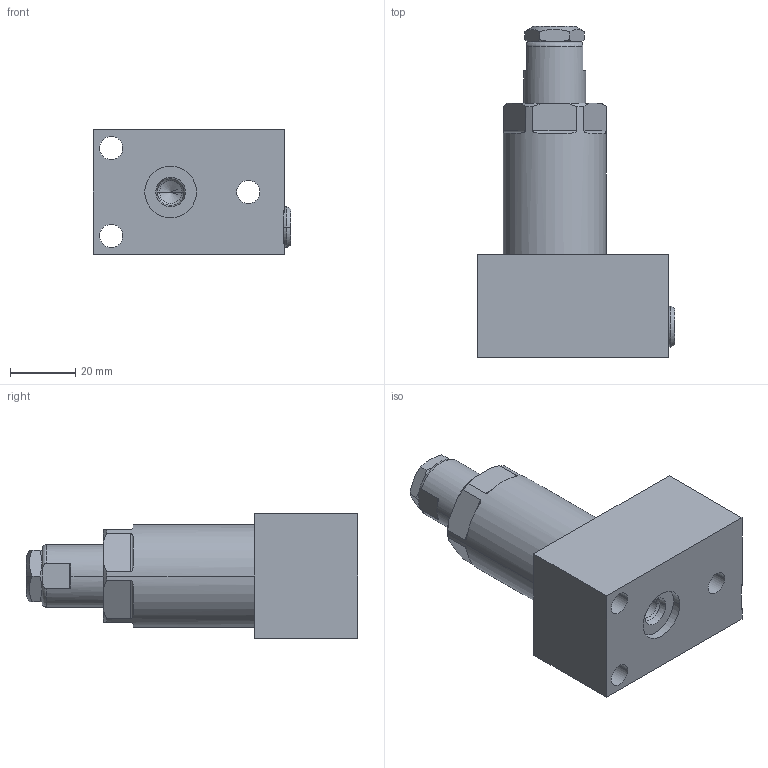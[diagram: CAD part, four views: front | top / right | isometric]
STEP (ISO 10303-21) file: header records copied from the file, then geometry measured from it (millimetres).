
FILE_DESCRIPTION((''),'2;1');
FILE_NAME('ILC10080816','2020-06-22T',('Asawyer'),(''),'PRO/ENGINEER BY PARAMETRIC TECHNOLOGY CORPORATION, 2013320','PRO/ENGINEER BY PARAMETRIC TECHNOLOGY CORPORATION, 2013320','');
FILE_SCHEMA(('CONFIG_CONTROL_DESIGN'));
Length unit declared in the file: inch
Products named in the file (1): ILC10080816
Bounding box: 60.72 x 101.6 x 38.1 mm (x, y, z)
Volume: 106791.6 mm3; surface area: 20470.1 mm2
Topology: 1 solids, 5 shells, 126 faces, 306 edges, 194 vertices
Faces by surface type: plane 50, cylinder 38, cone 34, torus 4
Entity records: 4075 total; most frequent: CARTESIAN_POINT 1077, DIRECTION 626, ORIENTED_EDGE 596, EDGE_CURVE 302, AXIS2_PLACEMENT_3D 247, VERTEX_POINT 194, EDGE_LOOP 144, VECTOR 132
